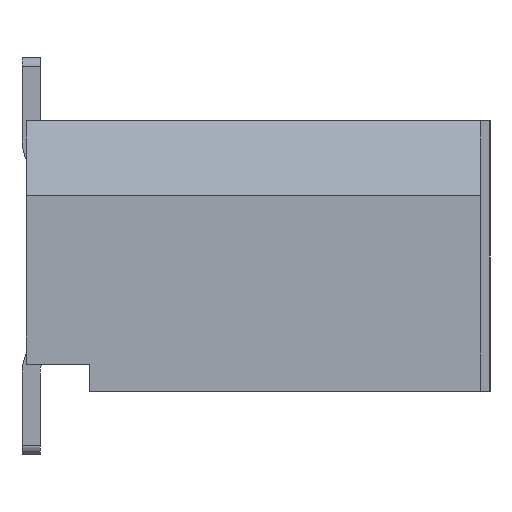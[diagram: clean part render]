
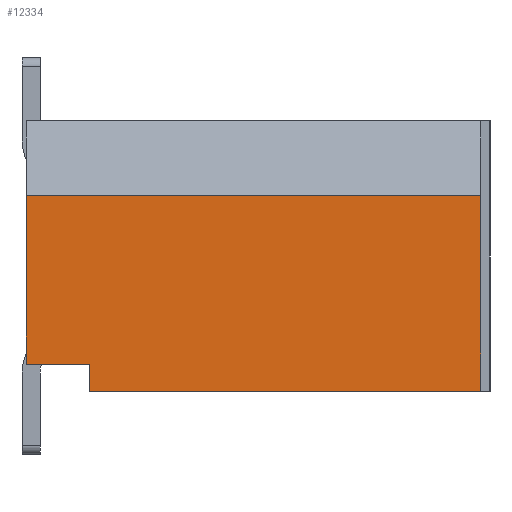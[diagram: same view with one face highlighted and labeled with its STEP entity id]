
A CAD part, left-side view. The second image highlights one B-rep face of the part: STEP entity #12334.
In plain terms, the highlighted planar face has unit normal (-1, 0, 0).
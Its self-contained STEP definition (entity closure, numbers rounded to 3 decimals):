
#1831=ORIENTED_EDGE('',*,*,#4062,.F.);
#1832=ORIENTED_EDGE('',*,*,#5065,.F.);
#1833=ORIENTED_EDGE('',*,*,#5066,.F.);
#1834=ORIENTED_EDGE('',*,*,#5067,.T.);
#1835=ORIENTED_EDGE('',*,*,#5068,.T.);
#1836=ORIENTED_EDGE('',*,*,#5057,.F.);
#4062=EDGE_CURVE('',#5899,#5900,#7121,.T.);
#5057=EDGE_CURVE('',#5900,#6632,#8070,.T.);
#5065=EDGE_CURVE('',#6636,#5899,#8078,.T.);
#5066=EDGE_CURVE('',#6637,#6636,#8079,.T.);
#5067=EDGE_CURVE('',#6637,#6638,#8080,.T.);
#5068=EDGE_CURVE('',#6638,#6632,#8081,.T.);
#5899=VERTEX_POINT('',#16844);
#5900=VERTEX_POINT('',#16846);
#6632=VERTEX_POINT('',#18753);
#6636=VERTEX_POINT('',#18768);
#6637=VERTEX_POINT('',#18770);
#6638=VERTEX_POINT('',#18772);
#7121=LINE('',#16845,#8836);
#8070=LINE('',#18752,#9785);
#8078=LINE('',#18767,#9793);
#8079=LINE('',#18769,#9794);
#8080=LINE('',#18771,#9795);
#8081=LINE('',#18773,#9796);
#8836=VECTOR('',#13594,1000.);
#9785=VECTOR('',#14995,1000.);
#9793=VECTOR('',#15009,1000.);
#9794=VECTOR('',#15010,1000.);
#9795=VECTOR('',#15011,1000.);
#9796=VECTOR('',#15012,1000.);
#10651=EDGE_LOOP('',(#1831,#1832,#1833,#1834,#1835,#1836));
#11232=FACE_BOUND('',#10651,.T.);
#11790=PLANE('',#13010);
#12334=ADVANCED_FACE('',(#11232),#11790,.F.);
#13010=AXIS2_PLACEMENT_3D('',#18766,#15007,#15008);
#13594=DIRECTION('',(0.,0.,1.));
#14995=DIRECTION('',(0.,1.,0.));
#15007=DIRECTION('',(1.,0.,0.));
#15008=DIRECTION('',(0.,0.,-1.));
#15009=DIRECTION('',(0.,1.,0.));
#15010=DIRECTION('',(0.,0.,-1.));
#15011=DIRECTION('',(0.,1.,0.));
#15012=DIRECTION('',(0.,0.,-1.));
#16844=CARTESIAN_POINT('',(-12.5,1.825,-1.5));
#16845=CARTESIAN_POINT('',(-12.5,1.825,-1.5));
#16846=CARTESIAN_POINT('',(-12.5,1.825,-1.2));
#18752=CARTESIAN_POINT('',(-12.5,1.825,-1.2));
#18753=CARTESIAN_POINT('',(-12.5,2.525,-1.2));
#18766=CARTESIAN_POINT('',(-12.5,-2.525,0.672));
#18767=CARTESIAN_POINT('',(-12.5,-2.525,-1.5));
#18768=CARTESIAN_POINT('',(-12.5,-2.525,-1.5));
#18769=CARTESIAN_POINT('',(-12.5,-2.525,0.672));
#18770=CARTESIAN_POINT('',(-12.5,-2.525,0.672));
#18771=CARTESIAN_POINT('',(-12.5,-2.525,0.672));
#18772=CARTESIAN_POINT('',(-12.5,2.525,0.672));
#18773=CARTESIAN_POINT('',(-12.5,2.525,0.672));
